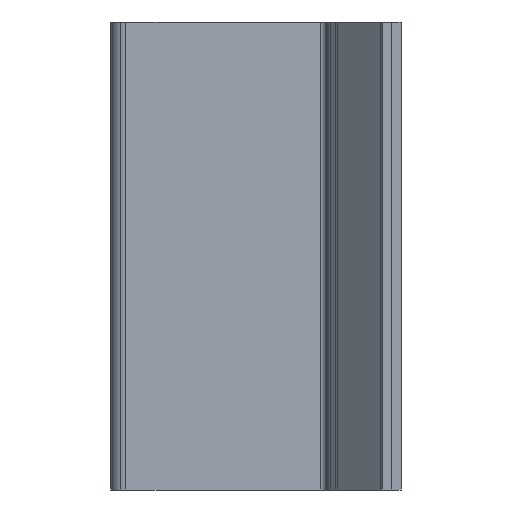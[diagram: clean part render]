
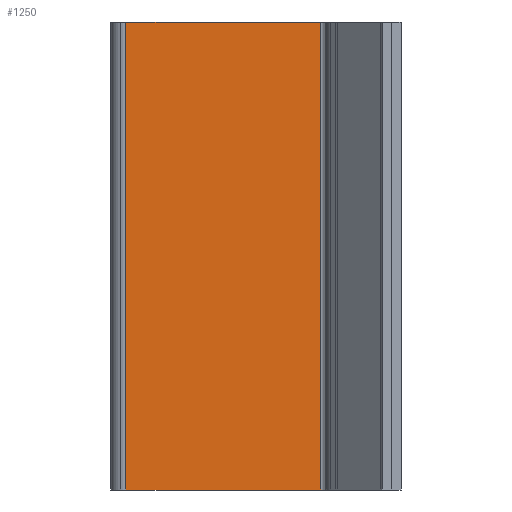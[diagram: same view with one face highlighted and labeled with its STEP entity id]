
A CAD part, left-side view. The second image highlights one B-rep face of the part: STEP entity #1250.
In plain terms, the highlighted planar face has unit normal (-1, 0, 0).
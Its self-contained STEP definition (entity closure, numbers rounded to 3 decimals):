
#17 = DIRECTION ( 'NONE',  ( -1., 0., 0. ) ) ;
#47 = EDGE_CURVE ( 'NONE', #1569, #1103, #317, .T. ) ;
#100 = DIRECTION ( 'NONE',  ( 0., -1., 0. ) ) ;
#153 = DIRECTION ( 'NONE',  ( 0., 0., -1. ) ) ;
#223 = FACE_OUTER_BOUND ( 'NONE', #935, .T. ) ;
#277 = VERTEX_POINT ( 'NONE', #1028 ) ;
#317 = LINE ( 'NONE', #610, #962 ) ;
#384 = LINE ( 'NONE', #1987, #719 ) ;
#427 = CARTESIAN_POINT ( 'NONE',  ( -176.5, 28.4, 50. ) ) ;
#495 = EDGE_CURVE ( 'NONE', #1103, #277, #1012, .T. ) ;
#572 = DIRECTION ( 'NONE',  ( 0., 0., 1. ) ) ;
#593 = ORIENTED_EDGE ( 'NONE', *, *, #611, .F. ) ;
#605 = ORIENTED_EDGE ( 'NONE', *, *, #679, .F. ) ;
#610 = CARTESIAN_POINT ( 'NONE',  ( -176.5, 28.4, 50. ) ) ;
#611 = EDGE_CURVE ( 'NONE', #773, #1569, #384, .T. ) ;
#679 = EDGE_CURVE ( 'NONE', #277, #773, #1046, .T. ) ;
#682 = VECTOR ( 'NONE', #100, 1000. ) ;
#719 = VECTOR ( 'NONE', #1850, 1000. ) ;
#773 = VERTEX_POINT ( 'NONE', #1896 ) ;
#780 = AXIS2_PLACEMENT_3D ( 'NONE', #1724, #17, #572 ) ;
#808 = DIRECTION ( 'NONE',  ( 0., 0., 1. ) ) ;
#935 = EDGE_LOOP ( 'NONE', ( #605, #1693, #1892, #593 ) ) ;
#962 = VECTOR ( 'NONE', #808, 1000. ) ;
#1012 = LINE ( 'NONE', #1971, #682 ) ;
#1028 = CARTESIAN_POINT ( 'NONE',  ( -176.5, 7.6, 50. ) ) ;
#1046 = LINE ( 'NONE', #1874, #1048 ) ;
#1048 = VECTOR ( 'NONE', #153, 1000. ) ;
#1103 = VERTEX_POINT ( 'NONE', #427 ) ;
#1197 = PLANE ( 'NONE',  #780 ) ;
#1250 = ADVANCED_FACE ( 'NONE', ( #223 ), #1197, .T. ) ;
#1569 = VERTEX_POINT ( 'NONE', #1873 ) ;
#1693 = ORIENTED_EDGE ( 'NONE', *, *, #495, .F. ) ;
#1724 = CARTESIAN_POINT ( 'NONE',  ( -176.5, 29., 50. ) ) ;
#1850 = DIRECTION ( 'NONE',  ( 0., 1., 0. ) ) ;
#1873 = CARTESIAN_POINT ( 'NONE',  ( -176.5, 28.4, 0. ) ) ;
#1874 = CARTESIAN_POINT ( 'NONE',  ( -176.5, 7.6, 0. ) ) ;
#1892 = ORIENTED_EDGE ( 'NONE', *, *, #47, .F. ) ;
#1896 = CARTESIAN_POINT ( 'NONE',  ( -176.5, 7.6, 0. ) ) ;
#1971 = CARTESIAN_POINT ( 'NONE',  ( -176.5, 29., 50. ) ) ;
#1987 = CARTESIAN_POINT ( 'NONE',  ( -176.5, 29., 0. ) ) ;
